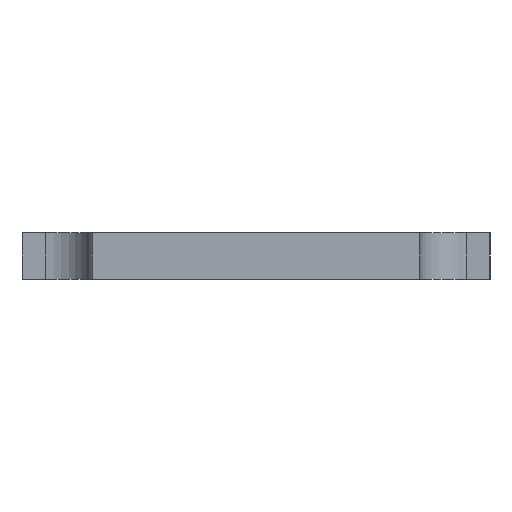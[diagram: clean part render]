
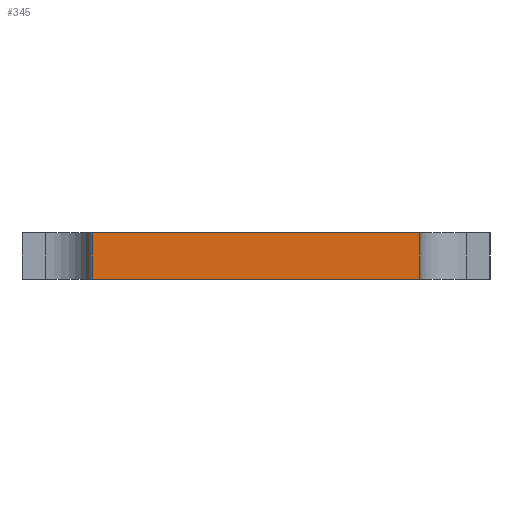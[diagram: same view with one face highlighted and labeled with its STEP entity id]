
A CAD part, left-side view. The second image highlights one B-rep face of the part: STEP entity #345.
In plain terms, the highlighted planar face has unit normal (-1, 0, 0).
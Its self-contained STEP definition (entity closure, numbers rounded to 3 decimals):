
#25 = CARTESIAN_POINT ( 'NONE',  ( 0., 3., 2. ) ) ;
#35 = PLANE ( 'NONE',  #119 ) ;
#53 = ORIENTED_EDGE ( 'NONE', *, *, #480, .T. ) ;
#66 = VERTEX_POINT ( 'NONE', #240 ) ;
#119 = AXIS2_PLACEMENT_3D ( 'NONE', #357, #992, #598 ) ;
#139 = VERTEX_POINT ( 'NONE', #421 ) ;
#182 = LINE ( 'NONE', #810, #520 ) ;
#215 = VECTOR ( 'NONE', #296, 1000. ) ;
#240 = CARTESIAN_POINT ( 'NONE',  ( 0., 3., 0. ) ) ;
#264 = DIRECTION ( 'NONE',  ( 0., -1., 0. ) ) ;
#290 = LINE ( 'NONE', #928, #215 ) ;
#296 = DIRECTION ( 'NONE',  ( 0., 0., 1. ) ) ;
#345 = ADVANCED_FACE ( 'NONE', ( #748 ), #35, .F. ) ;
#346 = CARTESIAN_POINT ( 'NONE',  ( 0., 17., 0. ) ) ;
#350 = EDGE_CURVE ( 'NONE', #139, #537, #890, .T. ) ;
#357 = CARTESIAN_POINT ( 'NONE',  ( 0., 0., 2. ) ) ;
#367 = VECTOR ( 'NONE', #436, 1000. ) ;
#417 = CARTESIAN_POINT ( 'NONE',  ( 0., 0., 2. ) ) ;
#421 = CARTESIAN_POINT ( 'NONE',  ( 0., 17., 0. ) ) ;
#436 = DIRECTION ( 'NONE',  ( 0., 0., 1. ) ) ;
#460 = ORIENTED_EDGE ( 'NONE', *, *, #350, .F. ) ;
#476 = ORIENTED_EDGE ( 'NONE', *, *, #636, .T. ) ;
#480 = EDGE_CURVE ( 'NONE', #66, #641, #290, .T. ) ;
#520 = VECTOR ( 'NONE', #580, 1000. ) ;
#537 = VERTEX_POINT ( 'NONE', #847 ) ;
#547 = ORIENTED_EDGE ( 'NONE', *, *, #975, .F. ) ;
#580 = DIRECTION ( 'NONE',  ( 0., -1., 0. ) ) ;
#596 = LINE ( 'NONE', #417, #671 ) ;
#598 = DIRECTION ( 'NONE',  ( 0., 0., -1. ) ) ;
#636 = EDGE_CURVE ( 'NONE', #139, #66, #182, .T. ) ;
#641 = VERTEX_POINT ( 'NONE', #25 ) ;
#671 = VECTOR ( 'NONE', #264, 1000. ) ;
#748 = FACE_OUTER_BOUND ( 'NONE', #908, .T. ) ;
#810 = CARTESIAN_POINT ( 'NONE',  ( 0., 0., 0. ) ) ;
#847 = CARTESIAN_POINT ( 'NONE',  ( 0., 17., 2. ) ) ;
#890 = LINE ( 'NONE', #346, #367 ) ;
#908 = EDGE_LOOP ( 'NONE', ( #547, #460, #476, #53 ) ) ;
#928 = CARTESIAN_POINT ( 'NONE',  ( 0., 3., 0. ) ) ;
#975 = EDGE_CURVE ( 'NONE', #537, #641, #596, .T. ) ;
#992 = DIRECTION ( 'NONE',  ( 1., 0., 0. ) ) ;
